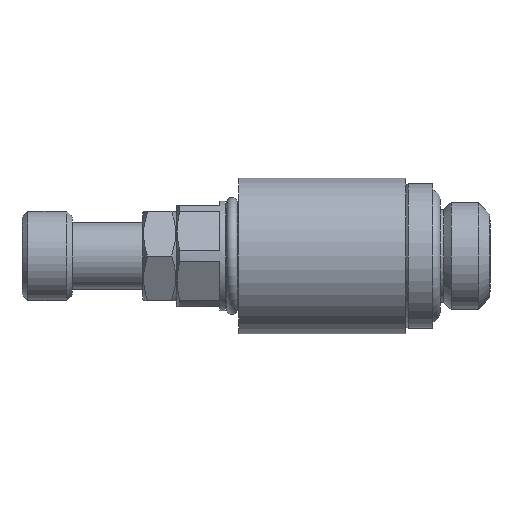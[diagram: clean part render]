
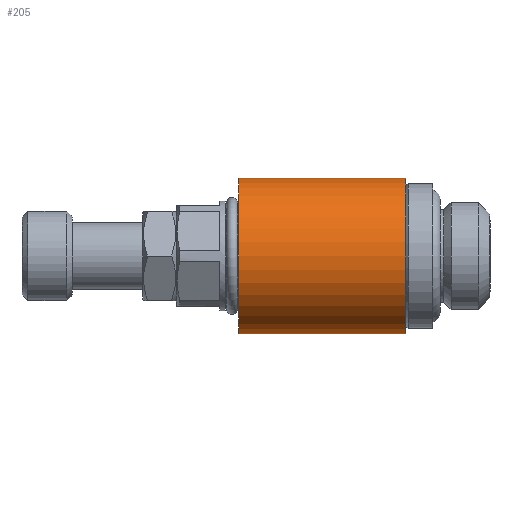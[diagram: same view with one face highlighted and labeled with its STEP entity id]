
A CAD part, left-side view. The second image highlights one B-rep face of the part: STEP entity #205.
In plain terms, the highlighted cylindrical face has radius 7 mm (diameter 14 mm), a full revolution.
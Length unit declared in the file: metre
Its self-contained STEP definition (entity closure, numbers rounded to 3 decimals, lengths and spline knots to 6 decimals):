
#205 = ADVANCED_FACE( 'NONE', ( #470, #471, #472 ), #473, .T. );
#470 = FACE_OUTER_BOUND( '', #964, .T. );
#471 = FACE_OUTER_BOUND( '', #965, .T. );
#472 = FACE_BOUND( '', #966, .T. );
#473 = CYLINDRICAL_SURFACE( '', #967, 0.007 );
#964 = EDGE_LOOP( '', ( #1490 ) );
#965 = EDGE_LOOP( '', ( #1491 ) );
#966 = EDGE_LOOP( '', ( #1492, #1493 ) );
#967 = AXIS2_PLACEMENT_3D( '', #1494, #1495, #1496 );
#1490 = ORIENTED_EDGE( '', *, *, #2132, .F. );
#1491 = ORIENTED_EDGE( '', *, *, #2155, .F. );
#1492 = ORIENTED_EDGE( '', *, *, #2156, .T. );
#1493 = ORIENTED_EDGE( '', *, *, #2094, .T. );
#1494 = CARTESIAN_POINT( '', ( 0., 0.030486, 0. ) );
#1495 = DIRECTION( '', ( 0., 1., 0. ) );
#1496 = DIRECTION( '', ( 0., 0., 1. ) );
#2094 = EDGE_CURVE( 'NONE', #2374, #2375, #2376, .T. );
#2132 = EDGE_CURVE( 'NONE', #2439, #2439, #2440, .T. );
#2155 = EDGE_CURVE( 'NONE', #2477, #2477, #2478, .T. );
#2156 = EDGE_CURVE( 'NONE', #2375, #2374, #2479, .T. );
#2374 = VERTEX_POINT( 'NONE', #2811 );
#2375 = VERTEX_POINT( 'NONE', #2812 );
#2376 = B_SPLINE_CURVE_WITH_KNOTS( '', 3, ( #2813, #2814, #2815, #2816, #2817, #2818, #2819, #2820, #2821, #2822, #2823, #2824, #2825, #2826, #2827, #2828, #2829, #2830, #2831, #2832, #2833, #2834, #2835 ), .UNSPECIFIED., .F., .F., ( 4, 1, 1, 1, 1, 1, 1, 1, 1, 1, 1, 1, 1, 1, 1, 1, 1, 1, 1, 1, 4 ), ( 0., 0.015629, 0.031259, 0.062504, 0.124936, 0.18739, 0.249911, 0.312432, 0.374952, 0.437475, 0.499995, 0.562516, 0.625037, 0.687557, 0.750078, 0.812599, 0.875053, 0.937486, 0.96874, 0.984367, 1. ), .UNSPECIFIED. );
#2439 = VERTEX_POINT( '', #3013 );
#2440 = CIRCLE( '', #3014, 0.007 );
#2477 = VERTEX_POINT( '', #3072 );
#2478 = CIRCLE( '', #3073, 0.007 );
#2479 = B_SPLINE_CURVE_WITH_KNOTS( '', 3, ( #3074, #3075, #3076, #3077, #3078, #3079, #3080, #3081, #3082, #3083, #3084, #3085, #3086, #3087, #3088, #3089, #3090, #3091, #3092, #3093, #3094, #3095, #3096, #3097, #3098, #3099, #3100 ), .UNSPECIFIED., .F., .F., ( 4, 1, 1, 1, 1, 1, 1, 1, 1, 1, 1, 1, 1, 1, 1, 1, 1, 1, 1, 1, 1, 1, 1, 1, 4 ), ( 0., 0.01275, 0.024649, 0.035718, 0.049045, 0.06251, 0.093262, 0.125, 0.186489, 0.249917, 0.31334, 0.374956, 0.43832, 0.499988, 0.56166, 0.625019, 0.686615, 0.75006, 0.813457, 0.874977, 0.906732, 0.937481, 0.95345, 0.968752, 1. ), .UNSPECIFIED. );
#2811 = CARTESIAN_POINT( '', ( 0.005218, 0.016915, -0.004667 ) );
#2812 = CARTESIAN_POINT( '', ( 0.005217, 0.016897, 0.004667 ) );
#2813 = CARTESIAN_POINT( '', ( 0.005218, 0.016915, -0.004667 ) );
#2814 = CARTESIAN_POINT( '', ( 0.005218, 0.016833, -0.004666 ) );
#2815 = CARTESIAN_POINT( '', ( 0.00522, 0.01667, -0.004664 ) );
#2816 = CARTESIAN_POINT( '', ( 0.00524, 0.016344, -0.004642 ) );
#2817 = CARTESIAN_POINT( '', ( 0.005306, 0.015781, -0.004566 ) );
#2818 = CARTESIAN_POINT( '', ( 0.00549, 0.015008, -0.00435 ) );
#2819 = CARTESIAN_POINT( '', ( 0.005795, 0.014167, -0.003941 ) );
#2820 = CARTESIAN_POINT( '', ( 0.006136, 0.013423, -0.003393 ) );
#2821 = CARTESIAN_POINT( '', ( 0.00647, 0.012793, -0.002713 ) );
#2822 = CARTESIAN_POINT( '', ( 0.006755, 0.012299, -0.001907 ) );
#2823 = CARTESIAN_POINT( '', ( 0.006952, 0.011977, -0.000992 ) );
#2824 = CARTESIAN_POINT( '', ( 0.007023, 0.011863, -0.000009 ) );
#2825 = CARTESIAN_POINT( '', ( 0.006954, 0.011973, 0.000974 ) );
#2826 = CARTESIAN_POINT( '', ( 0.00676, 0.012291, 0.00189 ) );
#2827 = CARTESIAN_POINT( '', ( 0.006476, 0.012782, 0.002699 ) );
#2828 = CARTESIAN_POINT( '', ( 0.006143, 0.01341, 0.003381 ) );
#2829 = CARTESIAN_POINT( '', ( 0.005801, 0.014152, 0.003932 ) );
#2830 = CARTESIAN_POINT( '', ( 0.005494, 0.014992, 0.004344 ) );
#2831 = CARTESIAN_POINT( '', ( 0.00531, 0.015763, 0.004562 ) );
#2832 = CARTESIAN_POINT( '', ( 0.005241, 0.016326, 0.004641 ) );
#2833 = CARTESIAN_POINT( '', ( 0.005221, 0.016652, 0.004662 ) );
#2834 = CARTESIAN_POINT( '', ( 0.005219, 0.016815, 0.004665 ) );
#2835 = CARTESIAN_POINT( '', ( 0.005217, 0.016897, 0.004667 ) );
#3013 = CARTESIAN_POINT( '', ( 0., 0.0079, -0.007 ) );
#3014 = AXIS2_PLACEMENT_3D( '', #3682, #3683, #3684 );
#3072 = CARTESIAN_POINT( '', ( 0., 0.0229, 0.007 ) );
#3073 = AXIS2_PLACEMENT_3D( '', #3713, #3714, #3715 );
#3074 = CARTESIAN_POINT( '', ( 0.005217, 0.016897, 0.004667 ) );
#3075 = CARTESIAN_POINT( '', ( 0.005218, 0.016963, 0.004666 ) );
#3076 = CARTESIAN_POINT( '', ( 0.00522, 0.017092, 0.004663 ) );
#3077 = CARTESIAN_POINT( '', ( 0.005229, 0.017278, 0.004654 ) );
#3078 = CARTESIAN_POINT( '', ( 0.005243, 0.017466, 0.004638 ) );
#3079 = CARTESIAN_POINT( '', ( 0.005264, 0.017661, 0.004614 ) );
#3080 = CARTESIAN_POINT( '', ( 0.005306, 0.017955, 0.004566 ) );
#3081 = CARTESIAN_POINT( '', ( 0.005381, 0.018335, 0.004478 ) );
#3082 = CARTESIAN_POINT( '', ( 0.005541, 0.018932, 0.004281 ) );
#3083 = CARTESIAN_POINT( '', ( 0.005795, 0.019636, 0.003941 ) );
#3084 = CARTESIAN_POINT( '', ( 0.006139, 0.02038, 0.003389 ) );
#3085 = CARTESIAN_POINT( '', ( 0.006472, 0.021014, 0.002707 ) );
#3086 = CARTESIAN_POINT( '', ( 0.006758, 0.021505, 0.001896 ) );
#3087 = CARTESIAN_POINT( '', ( 0.006953, 0.021826, 0.000986 ) );
#3088 = CARTESIAN_POINT( '', ( 0.007023, 0.021936, 0.000009 ) );
#3089 = CARTESIAN_POINT( '', ( 0.006955, 0.02183, -0.000968 ) );
#3090 = CARTESIAN_POINT( '', ( 0.006763, 0.021513, -0.001879 ) );
#3091 = CARTESIAN_POINT( '', ( 0.006478, 0.021025, -0.002693 ) );
#3092 = CARTESIAN_POINT( '', ( 0.006145, 0.020393, -0.003378 ) );
#3093 = CARTESIAN_POINT( '', ( 0.005801, 0.019652, -0.003932 ) );
#3094 = CARTESIAN_POINT( '', ( 0.005546, 0.018948, -0.004274 ) );
#3095 = CARTESIAN_POINT( '', ( 0.005385, 0.018353, -0.004473 ) );
#3096 = CARTESIAN_POINT( '', ( 0.005307, 0.01796, -0.004565 ) );
#3097 = CARTESIAN_POINT( '', ( 0.005262, 0.017644, -0.004617 ) );
#3098 = CARTESIAN_POINT( '', ( 0.005227, 0.017321, -0.004656 ) );
#3099 = CARTESIAN_POINT( '', ( 0.005221, 0.017078, -0.004662 ) );
#3100 = CARTESIAN_POINT( '', ( 0.005218, 0.016915, -0.004667 ) );
#3682 = CARTESIAN_POINT( '', ( 0., 0.0079, 0. ) );
#3683 = DIRECTION( '', ( 0., -1., 0. ) );
#3684 = DIRECTION( '', ( 0., 0., -1. ) );
#3713 = CARTESIAN_POINT( '', ( 0., 0.0229, 0. ) );
#3714 = DIRECTION( '', ( 0., 1., 0. ) );
#3715 = DIRECTION( '', ( 0., 0., 1. ) );
